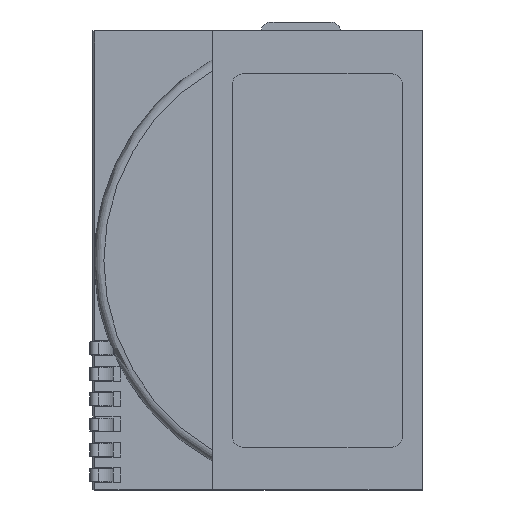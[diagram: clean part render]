
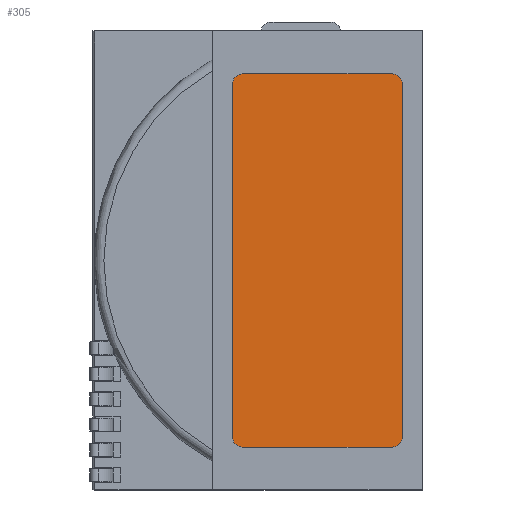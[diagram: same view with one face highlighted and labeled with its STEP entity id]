
A CAD part, top view. The second image highlights one B-rep face of the part: STEP entity #305.
In plain terms, the highlighted planar face has unit normal (0, 0, 1).
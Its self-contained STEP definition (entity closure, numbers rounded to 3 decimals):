
#12=DIRECTION('',(0.,0.,1.));
#32=VECTOR('',#33,1.);
#33=DIRECTION('',(0.,1.,0.));
#44=DIRECTION('',(1.,0.,0.));
#53=VECTOR('',#44,1.);
#109=DIRECTION('',(0.,-1.,0.));
#117=DIRECTION('',(0.,0.,1.));
#173=VERTEX_POINT('',#174);
#174=CARTESIAN_POINT('',(14.15,26.5,2.93));
#179=VERTEX_POINT('',#180);
#180=CARTESIAN_POINT('',(15.15,27.5,2.93));
#183=ORIENTED_EDGE('',*,*,#184,.F.);
#184=EDGE_CURVE('',#173,#179,#185,.T.);
#185=CIRCLE('',#186,1.);
#186=AXIS2_PLACEMENT_3D('',#187,#188,#109);
#187=CARTESIAN_POINT('',(15.15,26.5,2.93));
#188=DIRECTION('',(0.,0.,-1.));
#196=ORIENTED_EDGE('',*,*,#197,.F.);
#197=EDGE_CURVE('',#198,#173,#200,.T.);
#198=VERTEX_POINT('',#199);
#199=CARTESIAN_POINT('',(14.15,-8.9,2.93));
#200=LINE('',#201,#32);
#201=CARTESIAN_POINT('',(14.15,-9.9,2.93));
#215=VERTEX_POINT('',#216);
#216=CARTESIAN_POINT('',(15.15,-9.9,2.93));
#220=EDGE_CURVE('',#198,#215,#221,.T.);
#221=CIRCLE('',#222,1.);
#222=AXIS2_PLACEMENT_3D('',#223,#117,#109);
#223=CARTESIAN_POINT('',(15.15,-8.9,2.93));
#232=VERTEX_POINT('',#233);
#233=CARTESIAN_POINT('',(30.15,-9.9,2.93));
#236=ORIENTED_EDGE('',*,*,#237,.T.);
#237=EDGE_CURVE('',#215,#232,#238,.T.);
#238=LINE('',#201,#53);
#247=VERTEX_POINT('',#248);
#248=CARTESIAN_POINT('',(31.15,-8.9,2.93));
#252=EDGE_CURVE('',#232,#247,#253,.T.);
#253=CIRCLE('',#254,1.);
#254=AXIS2_PLACEMENT_3D('',#255,#117,#109);
#255=CARTESIAN_POINT('',(30.15,-8.9,2.93));
#264=VERTEX_POINT('',#265);
#265=CARTESIAN_POINT('',(31.15,26.5,2.93));
#269=EDGE_CURVE('',#247,#264,#270,.T.);
#270=LINE('',#271,#32);
#271=CARTESIAN_POINT('',(31.15,-9.9,2.93));
#282=VERTEX_POINT('',#283);
#283=CARTESIAN_POINT('',(30.15,27.5,2.93));
#286=ORIENTED_EDGE('',*,*,#287,.F.);
#287=EDGE_CURVE('',#282,#264,#288,.T.);
#288=CIRCLE('',#289,1.);
#289=AXIS2_PLACEMENT_3D('',#290,#188,#109);
#290=CARTESIAN_POINT('',(30.15,26.5,2.93));
#299=EDGE_CURVE('',#179,#282,#300,.T.);
#300=LINE('',#301,#53);
#301=CARTESIAN_POINT('',(14.15,27.5,2.93));
#305=ADVANCED_FACE('',(#306),#312,.T.);
#306=FACE_BOUND('',#307,.T.);
#307=EDGE_LOOP('',(#308,#183,#196,#309,#236,#310,#311,#286));
#308=ORIENTED_EDGE('',*,*,#299,.F.);
#309=ORIENTED_EDGE('',*,*,#220,.T.);
#310=ORIENTED_EDGE('',*,*,#252,.T.);
#311=ORIENTED_EDGE('',*,*,#269,.T.);
#312=PLANE('',#313);
#313=AXIS2_PLACEMENT_3D('',#201,#12,#44);
